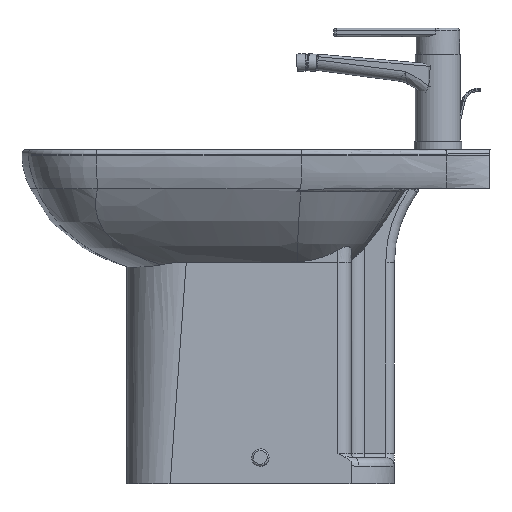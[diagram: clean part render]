
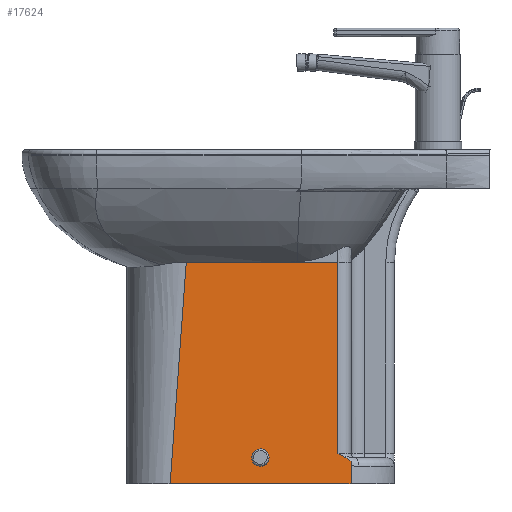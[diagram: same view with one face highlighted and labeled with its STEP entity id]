
A CAD part, front view. The second image highlights one B-rep face of the part: STEP entity #17624.
In plain terms, the highlighted planar face has unit normal (0, -1, 0.033).
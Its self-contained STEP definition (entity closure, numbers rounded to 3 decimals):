
#2215=CARTESIAN_POINT('',(-160.153,-94.972,-378.0));
#2216=VERTEX_POINT('',#2215);
#2217=CARTESIAN_POINT('',(-368.56,-94.972,-378.0));
#2218=VERTEX_POINT('',#2217);
#2219=CARTESIAN_POINT('',(-160.153,-94.972,-378.0));
#2220=DIRECTION('',(-1.0,0.0,0.0));
#2221=VECTOR('',#2220,208.407);
#2222=LINE('',#2219,#2221);
#2223=EDGE_CURVE('',#2216,#2218,#2222,.T.);
#16172=CARTESIAN_POINT('',(-175.153,-86.613,-123.));
#16173=VERTEX_POINT('',#16172);
#16203=CARTESIAN_POINT('',(-252.902,-86.613,-123.));
#16204=VERTEX_POINT('',#16203);
#16217=CARTESIAN_POINT('',(-175.153,-86.613,-123.));
#16218=DIRECTION('',(-1.0,0.,0.0));
#16219=VECTOR('',#16218,77.749);
#16220=LINE('',#16217,#16219);
#16221=EDGE_CURVE('',#16173,#16204,#16220,.T.);
#16363=CARTESIAN_POINT('',(-345.482,-86.613,-123.));
#16364=VERTEX_POINT('',#16363);
#16372=CARTESIAN_POINT('',(-345.482,-86.613,-123.));
#16373=CARTESIAN_POINT('',(-344.056,-86.614,-123.025));
#16374=CARTESIAN_POINT('',(-342.621,-86.614,-123.048));
#16375=CARTESIAN_POINT('',(-341.19,-86.615,-123.071));
#16376=CARTESIAN_POINT('',(-333.089,-86.619,-123.198));
#16377=CARTESIAN_POINT('',(-325.018,-86.622,-123.291));
#16378=CARTESIAN_POINT('',(-316.928,-86.624,-123.348));
#16379=CARTESIAN_POINT('',(-309.864,-86.626,-123.397));
#16380=CARTESIAN_POINT('',(-302.777,-86.627,-123.419));
#16381=CARTESIAN_POINT('',(-295.678,-86.626,-123.412));
#16382=CARTESIAN_POINT('',(-288.053,-86.626,-123.404));
#16383=CARTESIAN_POINT('',(-280.414,-86.625,-123.362));
#16384=CARTESIAN_POINT('',(-272.78,-86.622,-123.285));
#16385=CARTESIAN_POINT('',(-269.12,-86.621,-123.247));
#16386=CARTESIAN_POINT('',(-265.461,-86.619,-123.202));
#16387=CARTESIAN_POINT('',(-261.804,-86.618,-123.148));
#16388=CARTESIAN_POINT('',(-260.617,-86.617,-123.131));
#16389=CARTESIAN_POINT('',(-259.429,-86.616,-123.112));
#16390=CARTESIAN_POINT('',(-258.258,-86.616,-123.093));
#16391=CARTESIAN_POINT('',(-256.449,-86.615,-123.064));
#16392=CARTESIAN_POINT('',(-254.67,-86.614,-123.033));
#16393=CARTESIAN_POINT('',(-252.902,-86.613,-123.));
#16394=B_SPLINE_CURVE_WITH_KNOTS('',3,(#16372,#16373,#16374,#16375,#16376,#16377,#16378,#16379,#16380,#16381,#16382,#16383,#16384,#16385,#16386,#16387,#16388,#16389,#16390,#16391,#16392,#16393),.UNSPECIFIED.,.F.,.U.,(4,3,3,3,3,3,3,4),(-12.427,-11.96,-9.317,-7.009,-4.53,-3.341,-2.955,-2.36),.UNSPECIFIED.);
#16395=EDGE_CURVE('',#16364,#16204,#16394,.T.);
#17456=CARTESIAN_POINT('',(-160.153,-94.139,-352.596));
#17457=VERTEX_POINT('',#17456);
#17480=CARTESIAN_POINT('',(-168.648,-93.94,-346.525));
#17481=VERTEX_POINT('',#17480);
#17496=CARTESIAN_POINT('',(-168.648,-93.94,-346.525));
#17497=CARTESIAN_POINT('',(-167.162,-93.96,-347.135));
#17498=CARTESIAN_POINT('',(-165.584,-93.989,-348.015));
#17499=CARTESIAN_POINT('',(-162.643,-94.06,-350.179));
#17500=CARTESIAN_POINT('',(-161.244,-94.099,-351.37));
#17501=CARTESIAN_POINT('',(-160.153,-94.139,-352.596));
#17502=B_SPLINE_CURVE_WITH_KNOTS('',3,(#17496,#17497,#17498,#17499,#17500,#17501),.UNSPECIFIED.,.F.,.U.,(4,2,4),(0.0,0.482,0.844),.UNSPECIFIED.);
#17503=EDGE_CURVE('',#17481,#17457,#17502,.T.);
#17559=CARTESIAN_POINT('',(-160.153,-94.972,-378.0));
#17560=DIRECTION('',(0.0,0.033,0.999));
#17561=VECTOR('',#17560,25.418);
#17562=LINE('',#17559,#17561);
#17563=EDGE_CURVE('',#2216,#17457,#17562,.T.);
#17569=CARTESIAN_POINT('',(-110.153,-94.972,-378.0));
#17570=DIRECTION('',(0.,0.999,-0.033));
#17571=DIRECTION('',(0.0,0.033,0.999));
#17572=AXIS2_PLACEMENT_3D('',#17569,#17570,#17571);
#17573=PLANE('',#17572);
#17574=ORIENTED_EDGE('',*,*,#17503,.F.);
#17575=CARTESIAN_POINT('',(-175.153,-93.83,-343.164));
#17576=VERTEX_POINT('',#17575);
#17577=CARTESIAN_POINT('',(-175.153,-93.83,-343.164));
#17578=CARTESIAN_POINT('',(-175.147,-93.83,-343.167));
#17579=CARTESIAN_POINT('',(-175.141,-93.83,-343.17));
#17580=CARTESIAN_POINT('',(-173.04,-93.87,-344.383));
#17581=CARTESIAN_POINT('',(-170.881,-93.91,-345.609));
#17582=CARTESIAN_POINT('',(-168.648,-93.94,-346.525));
#17583=B_SPLINE_CURVE_WITH_KNOTS('',3,(#17577,#17578,#17579,#17580,#17581,#17582),.UNSPECIFIED.,.F.,.U.,(4,2,4),(-0.002,0.0,0.726),.UNSPECIFIED.);
#17584=EDGE_CURVE('',#17576,#17481,#17583,.T.);
#17585=ORIENTED_EDGE('',*,*,#17584,.F.);
#17586=CARTESIAN_POINT('',(-175.153,-86.613,-123.));
#17587=DIRECTION('',(0.,-0.033,-0.999));
#17588=VECTOR('',#17587,220.282);
#17589=LINE('',#17586,#17588);
#17590=EDGE_CURVE('',#16173,#17576,#17589,.T.);
#17591=ORIENTED_EDGE('',*,*,#17590,.F.);
#17592=ORIENTED_EDGE('',*,*,#16221,.T.);
#17593=ORIENTED_EDGE('',*,*,#16395,.F.);
#17594=CARTESIAN_POINT('',(-350.012,-86.613,-123.));
#17595=VERTEX_POINT('',#17594);
#17596=CARTESIAN_POINT('',(-345.482,-86.613,-123.));
#17597=DIRECTION('',(-1.0,0.,0.0));
#17598=VECTOR('',#17597,4.53);
#17599=LINE('',#17596,#17598);
#17600=EDGE_CURVE('',#16364,#17595,#17599,.T.);
#17601=ORIENTED_EDGE('',*,*,#17600,.T.);
#17602=CARTESIAN_POINT('',(-368.56,-94.972,-378.0));
#17603=CARTESIAN_POINT('',(-362.377,-92.186,-293.0));
#17604=CARTESIAN_POINT('',(-356.195,-89.399,-208.0));
#17605=CARTESIAN_POINT('',(-350.012,-86.613,-123.));
#17606=QUASI_UNIFORM_CURVE('',3,(#17602,#17603,#17604,#17605),.UNSPECIFIED.,.F.,.U.);
#17607=EDGE_CURVE('',#2218,#17595,#17606,.T.);
#17608=ORIENTED_EDGE('',*,*,#17607,.F.);
#17609=ORIENTED_EDGE('',*,*,#2223,.F.);
#17610=ORIENTED_EDGE('',*,*,#17563,.T.);
#17611=EDGE_LOOP('',(#17574,#17585,#17591,#17592,#17593,#17601,#17608,#17609,#17610));
#17612=FACE_OUTER_BOUND('',#17611,.T.);
#17613=CARTESIAN_POINT('',(-264.356,-94.298,-357.434));
#17614=VERTEX_POINT('',#17613);
#17615=CARTESIAN_POINT('',(-264.356,-93.986,-347.934));
#17616=DIRECTION('',(0.,-0.999,0.033));
#17617=DIRECTION('',(0.,0.033,0.999));
#17618=AXIS2_PLACEMENT_3D('',#17615,#17616,#17617);
#17619=ELLIPSE('',#17618,9.505,9.5);
#17620=EDGE_CURVE('',#17614,#17614,#17619,.T.);
#17621=ORIENTED_EDGE('',*,*,#17620,.F.);
#17622=EDGE_LOOP('',(#17621));
#17623=FACE_BOUND('',#17622,.T.);
#17624=ADVANCED_FACE('',(#17612,#17623),#17573,.F.);
